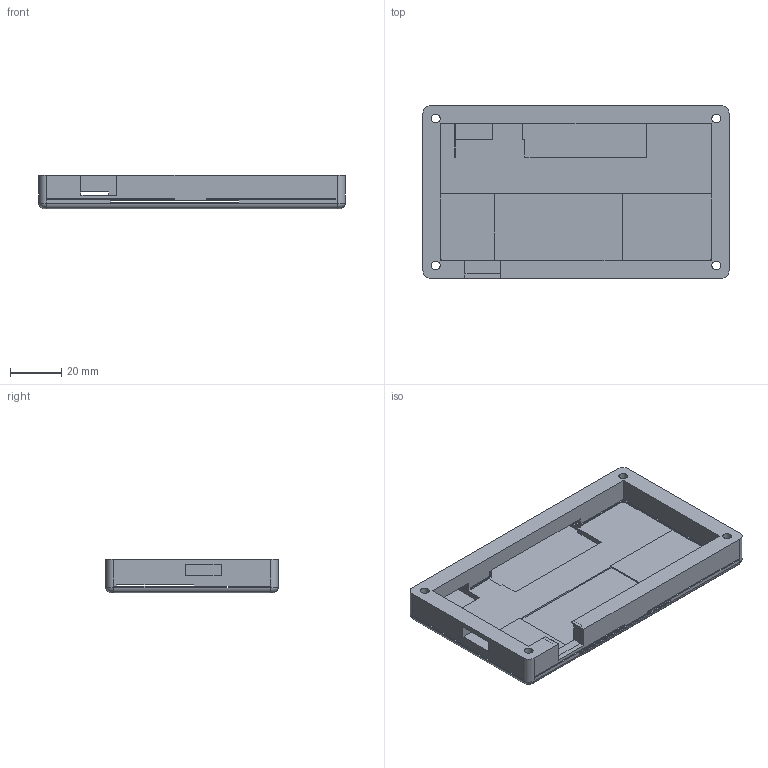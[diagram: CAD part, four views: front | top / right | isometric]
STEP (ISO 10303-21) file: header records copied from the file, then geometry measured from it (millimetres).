
FILE_DESCRIPTION(/* description */ ('','CAx-IF Rec.Pracs.---Representation and Presentation of Product Manufacturing Information (PMI)---4.0---2014-10-13'),/* implementation_level */ '2;1');
FILE_NAME(/* name */ 'bottom v17.step',/* time_stamp */ '2025-02-20T16:23:21-05:00',/* author */ (''),/* organization */ (''),/* preprocessor_version */ 'ST-DEVELOPER v20',/* originating_system */ 'Autodesk Translation Framework v13.20.0.188',/* authorisation */ '');
FILE_SCHEMA (('AP242_MANAGED_MODEL_BASED_3D_ENGINEERING_MIM_LF { 1 0 10303 442 1 1 4 }'));
Length unit declared in the file: millimetre
Products named in the file (1): bottom
Bounding box: 119.41 x 67.24 x 13 mm (x, y, z)
Volume: 36565.7 mm3; surface area: 33582.6 mm2
Topology: 2 solids, 2 shells, 172 faces, 544 edges, 334 vertices
Faces by surface type: plane 148, cylinder 20, bspline 4
Full cylindrical faces by diameter (mm): 3.4 x6, 6 x4
Entity records: 6036 total; most frequent: ORIENTED_EDGE 1088, CARTESIAN_POINT 1083, DIRECTION 974, EDGE_CURVE 544, LINE 452, VECTOR 452, VERTEX_POINT 334, AXIS2_PLACEMENT_3D 261
